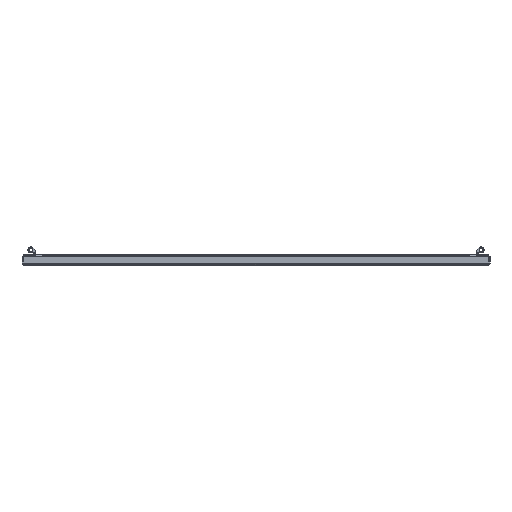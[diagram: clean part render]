
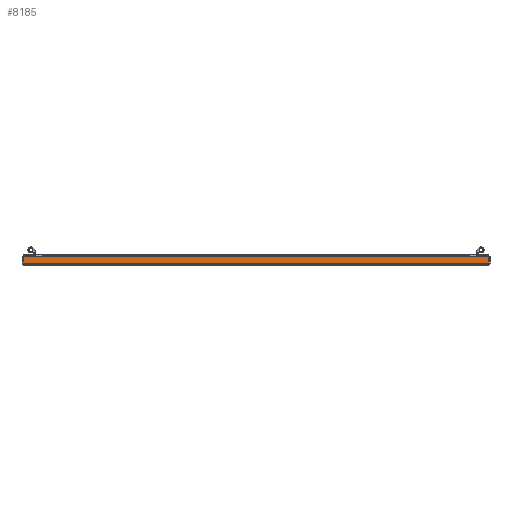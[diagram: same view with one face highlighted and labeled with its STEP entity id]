
A CAD part, front view. The second image highlights one B-rep face of the part: STEP entity #8185.
In plain terms, the highlighted planar face has unit normal (0, -1, 0).
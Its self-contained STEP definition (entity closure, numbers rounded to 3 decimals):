
#358 = CARTESIAN_POINT ( 'NONE',  ( -396.293, -698.5, 13.6 ) ) ;
#744 = ORIENTED_EDGE ( 'NONE', *, *, #2972, .F. ) ;
#794 = LINE ( 'NONE', #11201, #8681 ) ;
#1186 = VERTEX_POINT ( 'NONE', #8724 ) ;
#1505 = CARTESIAN_POINT ( 'NONE',  ( 0., -698.5, 0. ) ) ;
#1849 = VECTOR ( 'NONE', #11138, 1000. ) ;
#2395 = ORIENTED_EDGE ( 'NONE', *, *, #3957, .T. ) ;
#2666 = DIRECTION ( 'NONE',  ( -1., 0., 0. ) ) ;
#2972 = EDGE_CURVE ( 'NONE', #1186, #10580, #8696, .T. ) ;
#3107 = VECTOR ( 'NONE', #5388, 1000. ) ;
#3422 = EDGE_CURVE ( 'NONE', #5717, #1186, #794, .T. ) ;
#3957 = EDGE_CURVE ( 'NONE', #5717, #8449, #10490, .T. ) ;
#3992 = LINE ( 'NONE', #4936, #1849 ) ;
#4774 = DIRECTION ( 'NONE',  ( 0., 0., 1. ) ) ;
#4936 = CARTESIAN_POINT ( 'NONE',  ( 0., -698.5, 13.6 ) ) ;
#5388 = DIRECTION ( 'NONE',  ( 0., 0., 1. ) ) ;
#5670 = CARTESIAN_POINT ( 'NONE',  ( 396.293, -698.5, 2. ) ) ;
#5717 = VERTEX_POINT ( 'NONE', #5670 ) ;
#5801 = CARTESIAN_POINT ( 'NONE',  ( 396.293, -698.5, 0. ) ) ;
#5930 = DIRECTION ( 'NONE',  ( 0., 0., 1. ) ) ;
#7755 = DIRECTION ( 'NONE',  ( 0., 1., 0. ) ) ;
#8185 = ADVANCED_FACE ( 'NONE', ( #11275 ), #13083, .F. ) ;
#8449 = VERTEX_POINT ( 'NONE', #11475 ) ;
#8681 = VECTOR ( 'NONE', #2666, 1000. ) ;
#8696 = LINE ( 'NONE', #11623, #3107 ) ;
#8724 = CARTESIAN_POINT ( 'NONE',  ( -396.293, -698.5, 2. ) ) ;
#9414 = EDGE_LOOP ( 'NONE', ( #11601, #2395, #11829, #744 ) ) ;
#10490 = LINE ( 'NONE', #5801, #10823 ) ;
#10580 = VERTEX_POINT ( 'NONE', #358 ) ;
#10823 = VECTOR ( 'NONE', #5930, 1000. ) ;
#11138 = DIRECTION ( 'NONE',  ( -1., 0., 0. ) ) ;
#11201 = CARTESIAN_POINT ( 'NONE',  ( -398.4, -698.5, 2. ) ) ;
#11275 = FACE_OUTER_BOUND ( 'NONE', #9414, .T. ) ;
#11475 = CARTESIAN_POINT ( 'NONE',  ( 396.293, -698.5, 13.6 ) ) ;
#11478 = EDGE_CURVE ( 'NONE', #8449, #10580, #3992, .T. ) ;
#11601 = ORIENTED_EDGE ( 'NONE', *, *, #3422, .F. ) ;
#11623 = CARTESIAN_POINT ( 'NONE',  ( -396.293, -698.5, 0. ) ) ;
#11829 = ORIENTED_EDGE ( 'NONE', *, *, #11478, .T. ) ;
#12121 = AXIS2_PLACEMENT_3D ( 'NONE', #1505, #7755, #4774 ) ;
#13083 = PLANE ( 'NONE',  #12121 ) ;
